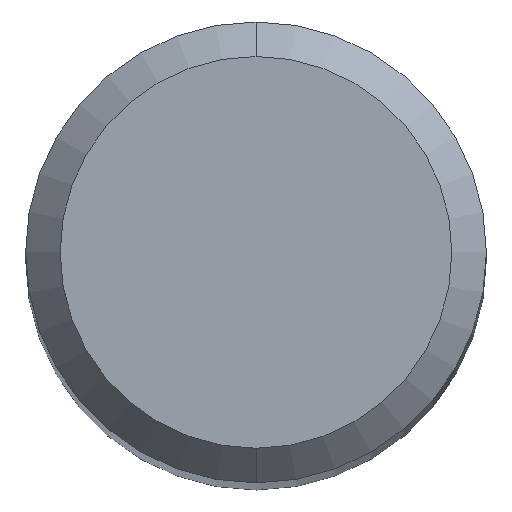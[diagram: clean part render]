
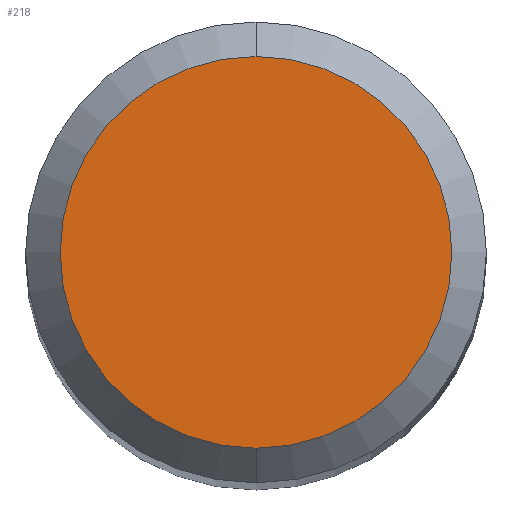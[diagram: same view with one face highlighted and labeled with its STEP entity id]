
A CAD part, top view. The second image highlights one B-rep face of the part: STEP entity #218.
In plain terms, the highlighted planar face has unit normal (0, 0, 1).
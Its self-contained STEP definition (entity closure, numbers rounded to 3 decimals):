
#190=EDGE_CURVE('',#328,#300,#523,.T.);
#218=ADVANCED_FACE('',(#554),#555,.T.);
#264=EDGE_CURVE('',#300,#328,#603,.T.);
#300=VERTEX_POINT('',#641);
#328=VERTEX_POINT('',#676);
#523=CIRCLE('',#885,1.7);
#554=FACE_OUTER_BOUND('',#949,.T.);
#555=PLANE('',#950);
#603=CIRCLE('',#1067,1.7);
#641=CARTESIAN_POINT('',(0.,-1.7,0.0));
#676=CARTESIAN_POINT('',(0.0,1.7,0.0));
#885=AXIS2_PLACEMENT_3D('',#1553,#1554,#1555);
#949=EDGE_LOOP('',(#1579,#1580));
#950=AXIS2_PLACEMENT_3D('',#1581,#1582,#1583);
#1067=AXIS2_PLACEMENT_3D('',#1624,#1625,#1626);
#1553=CARTESIAN_POINT('',(0.0,0.0,0.0));
#1554=DIRECTION('',(0.0,0.0,-1.0));
#1555=DIRECTION('',(0.0,1.0,0.0));
#1579=ORIENTED_EDGE('',*,*,#190,.F.);
#1580=ORIENTED_EDGE('',*,*,#264,.F.);
#1581=CARTESIAN_POINT('',(0.0,0.85,0.0));
#1582=DIRECTION('',(-0.0,0.0,1.0));
#1583=DIRECTION('',(0.0,-1.0,0.0));
#1624=CARTESIAN_POINT('',(0.0,0.0,0.0));
#1625=DIRECTION('',(0.0,0.0,-1.0));
#1626=DIRECTION('',(0.0,1.0,0.0));
